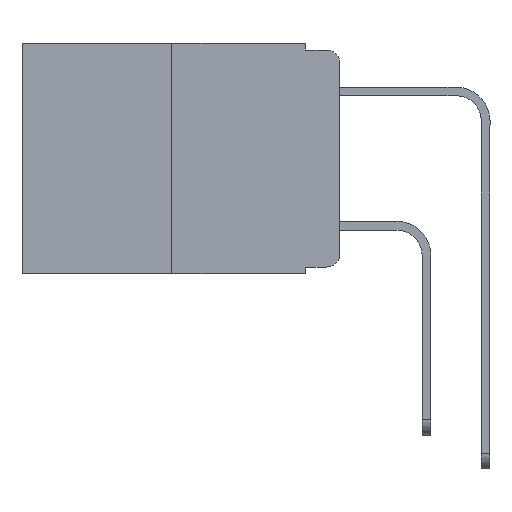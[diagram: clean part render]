
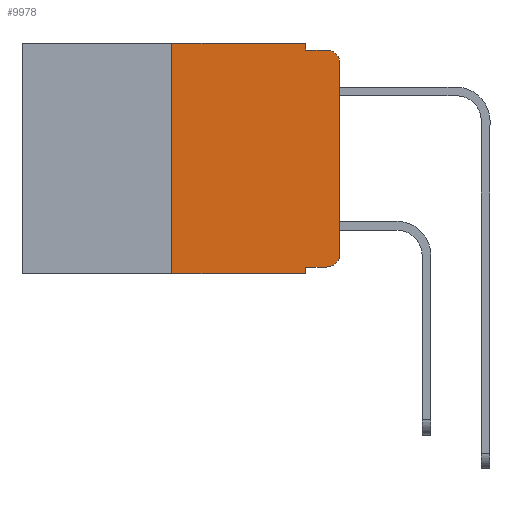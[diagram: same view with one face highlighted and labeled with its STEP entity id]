
A CAD part, left-side view. The second image highlights one B-rep face of the part: STEP entity #9978.
In plain terms, the highlighted planar face has unit normal (-1, 0, 0).
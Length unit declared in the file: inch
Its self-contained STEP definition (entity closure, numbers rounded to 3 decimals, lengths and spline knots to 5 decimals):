
#220 = ORIENTED_EDGE ( 'NONE', *, *, #7497, .F. ) ;
#375 = VECTOR ( 'NONE', #3676, 39.37008 ) ;
#381 = VERTEX_POINT ( 'NONE', #6812 ) ;
#864 = ORIENTED_EDGE ( 'NONE', *, *, #4052, .F. ) ;
#1017 = LINE ( 'NONE', #7035, #375 ) ;
#1043 = VERTEX_POINT ( 'NONE', #12366 ) ;
#1079 = VERTEX_POINT ( 'NONE', #11696 ) ;
#1094 = LINE ( 'NONE', #6696, #6087 ) ;
#1149 = DIRECTION ( 'NONE',  ( 0., -1., 0. ) ) ;
#1205 = ORIENTED_EDGE ( 'NONE', *, *, #7835, .T. ) ;
#1270 = EDGE_CURVE ( 'NONE', #2810, #9463, #1017, .T. ) ;
#1619 = CARTESIAN_POINT ( 'NONE',  ( 0., 0.051, -0.343 ) ) ;
#1812 = CARTESIAN_POINT ( 'NONE',  ( 0., 0.25, 0. ) ) ;
#1847 = ORIENTED_EDGE ( 'NONE', *, *, #4592, .F. ) ;
#1996 = CARTESIAN_POINT ( 'NONE',  ( 0., 0.02, -0.03 ) ) ;
#2248 = DIRECTION ( 'NONE',  ( -1., 0., 0. ) ) ;
#2292 = CARTESIAN_POINT ( 'NONE',  ( 0., 0., 0. ) ) ;
#2425 = VERTEX_POINT ( 'NONE', #3227 ) ;
#2571 = CARTESIAN_POINT ( 'NONE',  ( 0., 0.473, 0. ) ) ;
#2726 = AXIS2_PLACEMENT_3D ( 'NONE', #8117, #2248, #9082 ) ;
#2796 = VERTEX_POINT ( 'NONE', #3927 ) ;
#2810 = VERTEX_POINT ( 'NONE', #7852 ) ;
#2961 = LINE ( 'NONE', #1812, #10062 ) ;
#2973 = DIRECTION ( 'NONE',  ( 0., 0., -1. ) ) ;
#3049 = LINE ( 'NONE', #9006, #10138 ) ;
#3055 = AXIS2_PLACEMENT_3D ( 'NONE', #1996, #8841, #2973 ) ;
#3062 = FACE_OUTER_BOUND ( 'NONE', #3970, .T. ) ;
#3227 = CARTESIAN_POINT ( 'NONE',  ( 0., 0.02, -0.333 ) ) ;
#3230 = CIRCLE ( 'NONE', #2726, 0.02 ) ;
#3516 = DIRECTION ( 'NONE',  ( 1., 0., 0. ) ) ;
#3676 = DIRECTION ( 'NONE',  ( 0., -1., 0. ) ) ;
#3778 = DIRECTION ( 'NONE',  ( 0., 0., -1. ) ) ;
#3927 = CARTESIAN_POINT ( 'NONE',  ( 0., 0.051, 0. ) ) ;
#3970 = EDGE_LOOP ( 'NONE', ( #1205, #6480, #10575, #864, #10292, #220, #4751, #1847, #7999, #10171 ) ) ;
#4003 = DIRECTION ( 'NONE',  ( 0., 0., -1. ) ) ;
#4052 = EDGE_CURVE ( 'NONE', #2796, #1043, #11973, .T. ) ;
#4335 = VECTOR ( 'NONE', #3778, 39.37008 ) ;
#4465 = LINE ( 'NONE', #2292, #11502 ) ;
#4511 = VERTEX_POINT ( 'NONE', #5815 ) ;
#4592 = EDGE_CURVE ( 'NONE', #381, #9463, #1094, .T. ) ;
#4751 = ORIENTED_EDGE ( 'NONE', *, *, #1270, .T. ) ;
#5096 = CARTESIAN_POINT ( 'NONE',  ( 0., 0.051, 0. ) ) ;
#5261 = LINE ( 'NONE', #7069, #7232 ) ;
#5276 = VECTOR ( 'NONE', #8067, 39.37008 ) ;
#5815 = CARTESIAN_POINT ( 'NONE',  ( 0., 0., -0.03 ) ) ;
#6087 = VECTOR ( 'NONE', #4003, 39.37008 ) ;
#6178 = CARTESIAN_POINT ( 'NONE',  ( 0., 0.051, -0.01 ) ) ;
#6235 = CARTESIAN_POINT ( 'NONE',  ( 0., 0., -0.313 ) ) ;
#6480 = ORIENTED_EDGE ( 'NONE', *, *, #10236, .T. ) ;
#6508 = VERTEX_POINT ( 'NONE', #6235 ) ;
#6620 = AXIS2_PLACEMENT_3D ( 'NONE', #2571, #3516, #10262 ) ;
#6696 = CARTESIAN_POINT ( 'NONE',  ( 0., 0.051, 0. ) ) ;
#6812 = CARTESIAN_POINT ( 'NONE',  ( 0., 0.051, -0.333 ) ) ;
#7035 = CARTESIAN_POINT ( 'NONE',  ( 0., 0.473, -0.343 ) ) ;
#7069 = CARTESIAN_POINT ( 'NONE',  ( 0., 0.473, 0. ) ) ;
#7232 = VECTOR ( 'NONE', #10803, 39.37008 ) ;
#7497 = EDGE_CURVE ( 'NONE', #2810, #1079, #2961, .T. ) ;
#7835 = EDGE_CURVE ( 'NONE', #6508, #4511, #4465, .T. ) ;
#7852 = CARTESIAN_POINT ( 'NONE',  ( 0., 0.25, -0.343 ) ) ;
#7999 = ORIENTED_EDGE ( 'NONE', *, *, #10397, .T. ) ;
#8067 = DIRECTION ( 'NONE',  ( 0., -1., 0. ) ) ;
#8117 = CARTESIAN_POINT ( 'NONE',  ( 0., 0.02, -0.313 ) ) ;
#8384 = EDGE_CURVE ( 'NONE', #1043, #10621, #10323, .T. ) ;
#8435 = PLANE ( 'NONE',  #6620 ) ;
#8841 = DIRECTION ( 'NONE',  ( -1., 0., 0. ) ) ;
#8895 = EDGE_CURVE ( 'NONE', #1079, #2796, #5261, .T. ) ;
#9006 = CARTESIAN_POINT ( 'NONE',  ( 0., 0.051, -0.333 ) ) ;
#9082 = DIRECTION ( 'NONE',  ( 0., 0., -1. ) ) ;
#9123 = DIRECTION ( 'NONE',  ( 0., 0., 1. ) ) ;
#9198 = EDGE_CURVE ( 'NONE', #2425, #6508, #3230, .T. ) ;
#9321 = CARTESIAN_POINT ( 'NONE',  ( 0., 0.02, -0.01 ) ) ;
#9463 = VERTEX_POINT ( 'NONE', #1619 ) ;
#9978 = ADVANCED_FACE ( 'NONE', ( #3062 ), #8435, .F. ) ;
#10062 = VECTOR ( 'NONE', #11443, 39.37008 ) ;
#10138 = VECTOR ( 'NONE', #1149, 39.37008 ) ;
#10171 = ORIENTED_EDGE ( 'NONE', *, *, #9198, .T. ) ;
#10236 = EDGE_CURVE ( 'NONE', #4511, #10621, #12177, .T. ) ;
#10262 = DIRECTION ( 'NONE',  ( 0., 0., -1. ) ) ;
#10292 = ORIENTED_EDGE ( 'NONE', *, *, #8895, .F. ) ;
#10323 = LINE ( 'NONE', #6178, #5276 ) ;
#10397 = EDGE_CURVE ( 'NONE', #381, #2425, #3049, .T. ) ;
#10575 = ORIENTED_EDGE ( 'NONE', *, *, #8384, .F. ) ;
#10621 = VERTEX_POINT ( 'NONE', #9321 ) ;
#10803 = DIRECTION ( 'NONE',  ( 0., -1., 0. ) ) ;
#11443 = DIRECTION ( 'NONE',  ( 0., 0., 1. ) ) ;
#11502 = VECTOR ( 'NONE', #9123, 39.37008 ) ;
#11696 = CARTESIAN_POINT ( 'NONE',  ( 0., 0.25, 0. ) ) ;
#11973 = LINE ( 'NONE', #5096, #4335 ) ;
#12177 = CIRCLE ( 'NONE', #3055, 0.02 ) ;
#12366 = CARTESIAN_POINT ( 'NONE',  ( 0., 0.051, -0.01 ) ) ;
